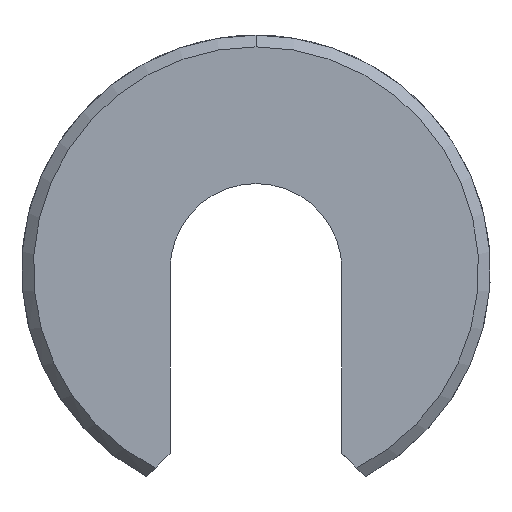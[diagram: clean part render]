
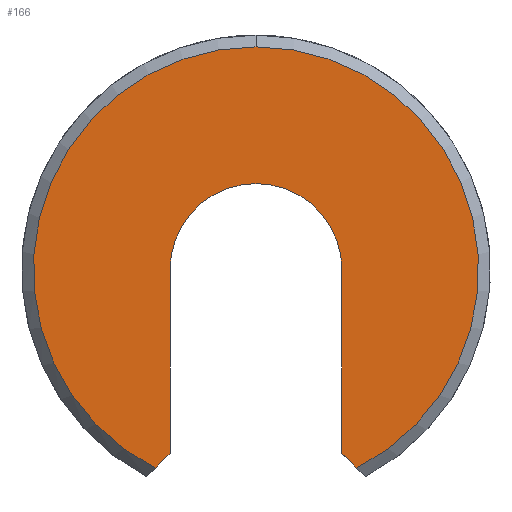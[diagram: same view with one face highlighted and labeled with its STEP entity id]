
A CAD part, front view. The second image highlights one B-rep face of the part: STEP entity #166.
In plain terms, the highlighted planar face has unit normal (0, -1, 0).
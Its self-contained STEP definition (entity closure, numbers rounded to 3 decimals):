
#41 = DIRECTION ( 'NONE',  ( 0., 0., 1. ) ) ;
#42 = VECTOR ( 'NONE', #41, 1000. ) ;
#43 = CARTESIAN_POINT ( 'NONE',  ( -5.5, 0., 0. ) ) ;
#44 = DIRECTION ( 'NONE',  ( 0., 0., -1. ) ) ;
#45 = DIRECTION ( 'NONE',  ( 0., -1., 0. ) ) ;
#46 = CARTESIAN_POINT ( 'NONE',  ( 0., 0., 0. ) ) ;
#49 = CARTESIAN_POINT ( 'NONE',  ( 5.5, 0., 0. ) ) ;
#50 = DIRECTION ( 'NONE',  ( 0., 0., -1. ) ) ;
#51 = AXIS2_PLACEMENT_3D ( 'NONE', #46, #45, #44 ) ;
#53 = FACE_OUTER_BOUND ( 'NONE', #229, .T. ) ;
#57 = CARTESIAN_POINT ( 'NONE',  ( 14.25, 0., 0. ) ) ;
#99 = DIRECTION ( 'NONE',  ( 0., 0., -1. ) ) ;
#100 = DIRECTION ( 'NONE',  ( 0., -1., 0. ) ) ;
#101 = CARTESIAN_POINT ( 'NONE',  ( 0., 0., 0. ) ) ;
#104 = CARTESIAN_POINT ( 'NONE',  ( -5.5, 0., 0. ) ) ;
#105 = CARTESIAN_POINT ( 'NONE',  ( 0., 0., 14.25 ) ) ;
#108 = DIRECTION ( 'NONE',  ( 0., 0., -1. ) ) ;
#109 = VECTOR ( 'NONE', #108, 1000. ) ;
#110 = CARTESIAN_POINT ( 'NONE',  ( 5.5, 0., 0. ) ) ;
#111 = LINE ( 'NONE', #110, #109 ) ;
#112 = CIRCLE ( 'NONE', #119, 14.25 ) ;
#113 = DIRECTION ( 'NONE',  ( 0.707, 0., -0.707 ) ) ;
#114 = VECTOR ( 'NONE', #113, 1000. ) ;
#115 = CARTESIAN_POINT ( 'NONE',  ( 5.5, 0., -11.766 ) ) ;
#116 = CARTESIAN_POINT ( 'NONE',  ( -6.443, 0., -12.71 ) ) ;
#118 = PLANE ( 'NONE',  #120 ) ;
#119 = AXIS2_PLACEMENT_3D ( 'NONE', #101, #100, #99 ) ;
#120 = AXIS2_PLACEMENT_3D ( 'NONE', #57, #130, #50 ) ;
#124 = LINE ( 'NONE', #43, #42 ) ;
#130 = DIRECTION ( 'NONE',  ( 0., -1., 0. ) ) ;
#131 = LINE ( 'NONE', #115, #114 ) ;
#137 = CIRCLE ( 'NONE', #51, 5.5 ) ;
#166 = ADVANCED_FACE ( 'NONE', ( #53 ), #118, .T. ) ;
#167 = ORIENTED_EDGE ( 'NONE', *, *, #169, .F. ) ;
#168 = ORIENTED_EDGE ( 'NONE', *, *, #170, .T. ) ;
#169 = EDGE_CURVE ( 'NONE', #171, #181, #137, .T. ) ;
#170 = EDGE_CURVE ( 'NONE', #254, #181, #124, .T. ) ;
#171 = VERTEX_POINT ( 'NONE', #49 ) ;
#173 = ORIENTED_EDGE ( 'NONE', *, *, #179, .T. ) ;
#174 = EDGE_CURVE ( 'NONE', #253, #228, #131, .T. ) ;
#175 = EDGE_CURVE ( 'NONE', #171, #253, #111, .T. ) ;
#177 = VERTEX_POINT ( 'NONE', #116 ) ;
#179 = EDGE_CURVE ( 'NONE', #180, #177, #112, .T. ) ;
#180 = VERTEX_POINT ( 'NONE', #105 ) ;
#181 = VERTEX_POINT ( 'NONE', #104 ) ;
#228 = VERTEX_POINT ( 'NONE', #272 ) ;
#229 = EDGE_LOOP ( 'NONE', ( #168, #167, #251, #232, #234, #173, #237 ) ) ;
#232 = ORIENTED_EDGE ( 'NONE', *, *, #174, .T. ) ;
#233 = EDGE_CURVE ( 'NONE', #228, #180, #268, .T. ) ;
#234 = ORIENTED_EDGE ( 'NONE', *, *, #233, .T. ) ;
#236 = EDGE_CURVE ( 'NONE', #177, #254, #322, .T. ) ;
#237 = ORIENTED_EDGE ( 'NONE', *, *, #236, .T. ) ;
#251 = ORIENTED_EDGE ( 'NONE', *, *, #175, .T. ) ;
#253 = VERTEX_POINT ( 'NONE', #305 ) ;
#254 = VERTEX_POINT ( 'NONE', #355 ) ;
#268 = CIRCLE ( 'NONE', #327, 14.25 ) ;
#272 = CARTESIAN_POINT ( 'NONE',  ( 6.443, 0., -12.71 ) ) ;
#305 = CARTESIAN_POINT ( 'NONE',  ( 5.5, 0., -11.766 ) ) ;
#319 = DIRECTION ( 'NONE',  ( 0.707, 0., 0.707 ) ) ;
#320 = VECTOR ( 'NONE', #319, 1000. ) ;
#321 = CARTESIAN_POINT ( 'NONE',  ( -5.5, 0., -11.766 ) ) ;
#322 = LINE ( 'NONE', #321, #320 ) ;
#324 = DIRECTION ( 'NONE',  ( 0., 0., -1. ) ) ;
#325 = DIRECTION ( 'NONE',  ( 0., -1., 0. ) ) ;
#326 = CARTESIAN_POINT ( 'NONE',  ( 0., 0., 0. ) ) ;
#327 = AXIS2_PLACEMENT_3D ( 'NONE', #326, #325, #324 ) ;
#355 = CARTESIAN_POINT ( 'NONE',  ( -5.5, 0., -11.766 ) ) ;
